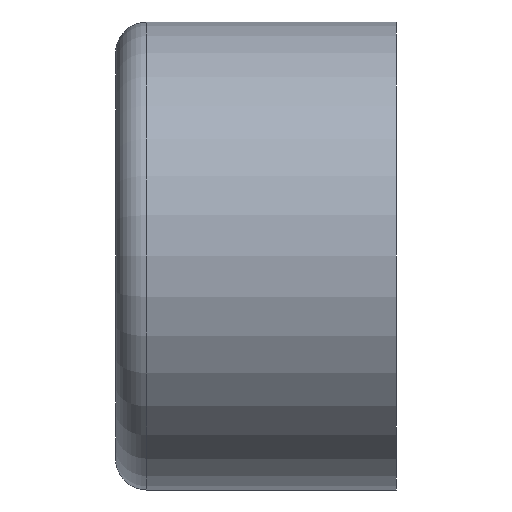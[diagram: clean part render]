
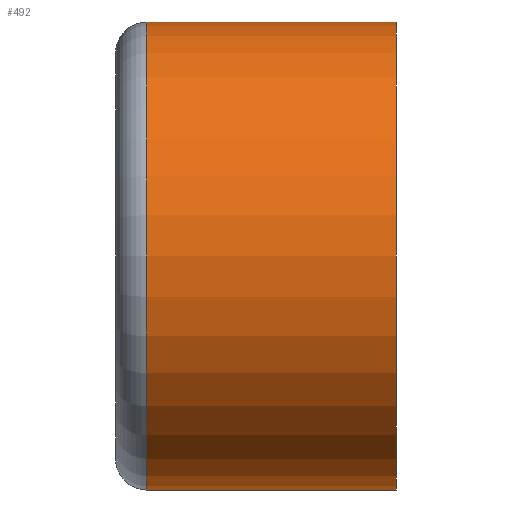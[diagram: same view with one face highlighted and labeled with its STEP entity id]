
A CAD part, left-side view. The second image highlights one B-rep face of the part: STEP entity #492.
In plain terms, the highlighted cylindrical face has radius 7.5 mm (diameter 15 mm), a partial arc.
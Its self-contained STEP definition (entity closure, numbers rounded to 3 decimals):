
#49=LINE('',#928,#84);
#53=LINE('',#938,#88);
#84=VECTOR('',#659,10.);
#88=VECTOR('',#669,10.);
#108=CYLINDRICAL_SURFACE('',#559,7.5);
#135=FACE_OUTER_BOUND('',#165,.T.);
#165=EDGE_LOOP('',(#419,#420,#421,#422));
#204=CIRCLE('',#552,7.5);
#208=CIRCLE('',#560,7.5);
#246=VERTEX_POINT('',#925);
#247=VERTEX_POINT('',#927);
#249=VERTEX_POINT('',#935);
#250=VERTEX_POINT('',#937);
#302=EDGE_CURVE('',#246,#247,#49,.T.);
#307=EDGE_CURVE('',#250,#249,#53,.T.);
#310=EDGE_CURVE('',#247,#249,#204,.T.);
#314=EDGE_CURVE('',#246,#250,#208,.T.);
#419=ORIENTED_EDGE('',*,*,#310,.F.);
#420=ORIENTED_EDGE('',*,*,#302,.F.);
#421=ORIENTED_EDGE('',*,*,#314,.T.);
#422=ORIENTED_EDGE('',*,*,#307,.T.);
#492=ADVANCED_FACE('',(#135),#108,.T.);
#552=AXIS2_PLACEMENT_3D('',#942,#675,#676);
#559=AXIS2_PLACEMENT_3D('',#949,#689,#690);
#560=AXIS2_PLACEMENT_3D('',#950,#691,#692);
#659=DIRECTION('',(0.,1.,0.));
#669=DIRECTION('',(0.,1.,0.));
#675=DIRECTION('center_axis',(0.,1.,0.));
#676=DIRECTION('ref_axis',(-1.,0.,0.));
#689=DIRECTION('center_axis',(0.,1.,0.));
#690=DIRECTION('ref_axis',(-1.,0.,0.));
#691=DIRECTION('center_axis',(0.,1.,0.));
#692=DIRECTION('ref_axis',(-1.,0.,0.));
#925=CARTESIAN_POINT('',(170.5,-250.,188.));
#927=CARTESIAN_POINT('',(170.5,-242.,188.));
#928=CARTESIAN_POINT('',(170.5,-250.,188.));
#935=CARTESIAN_POINT('',(170.5,-242.,203.));
#937=CARTESIAN_POINT('',(170.5,-250.,203.));
#938=CARTESIAN_POINT('',(170.5,-250.,203.));
#942=CARTESIAN_POINT('Origin',(170.5,-242.,195.5));
#949=CARTESIAN_POINT('Origin',(170.5,-250.,195.5));
#950=CARTESIAN_POINT('Origin',(170.5,-250.,195.5));
